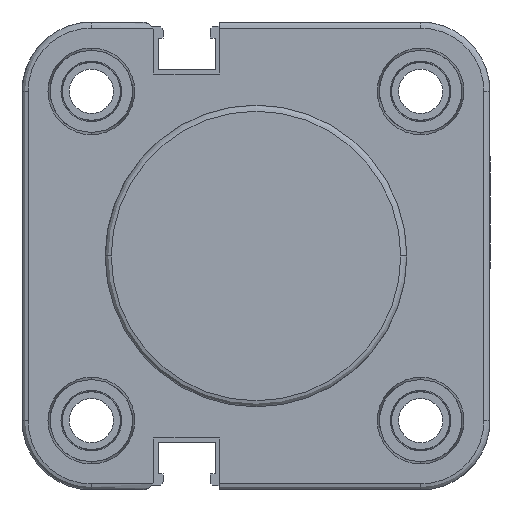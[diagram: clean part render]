
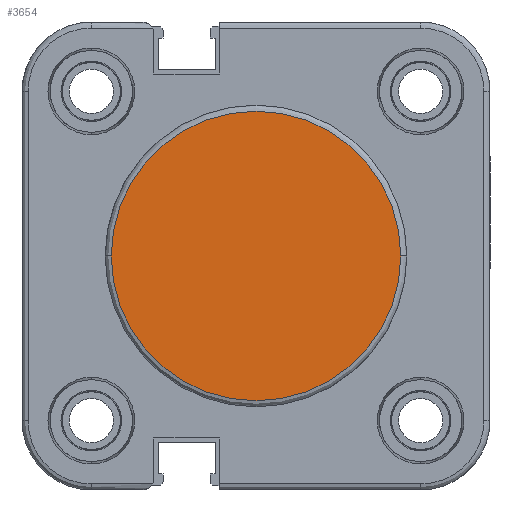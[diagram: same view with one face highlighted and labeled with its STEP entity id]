
A CAD part, left-side view. The second image highlights one B-rep face of the part: STEP entity #3654.
In plain terms, the highlighted planar face has unit normal (-1, 0, 0).
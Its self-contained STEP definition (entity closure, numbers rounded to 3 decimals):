
#250 = EDGE_LOOP ( 'NONE', ( #3865, #2666 ) ) ;
#1618 = CARTESIAN_POINT ( 'NONE',  ( 0., 0., 0. ) ) ;
#2666 = ORIENTED_EDGE ( 'NONE', *, *, #11786, .T. ) ;
#3654 = ADVANCED_FACE ( 'NONE', ( #11834 ), #11616, .T. ) ;
#3865 = ORIENTED_EDGE ( 'NONE', *, *, #9284, .T. ) ;
#4511 = DIRECTION ( 'NONE',  ( 0., -1., 0. ) ) ;
#4876 = CIRCLE ( 'NONE', #6737, 16.7 ) ;
#4957 = DIRECTION ( 'NONE',  ( -1., 0., 0. ) ) ;
#5051 = CARTESIAN_POINT ( 'NONE',  ( 0., 0., 0. ) ) ;
#6197 = DIRECTION ( 'NONE',  ( 0., -1., 0. ) ) ;
#6643 = AXIS2_PLACEMENT_3D ( 'NONE', #1618, #10972, #6197 ) ;
#6737 = AXIS2_PLACEMENT_3D ( 'NONE', #5051, #4957, #10793 ) ;
#6791 = CARTESIAN_POINT ( 'NONE',  ( 0., -16.7, 0. ) ) ;
#6940 = DIRECTION ( 'NONE',  ( -1., 0., 0. ) ) ;
#8406 = CARTESIAN_POINT ( 'NONE',  ( 0., 16.7, 0. ) ) ;
#9284 = EDGE_CURVE ( 'NONE', #14980, #9985, #4876, .T. ) ;
#9985 = VERTEX_POINT ( 'NONE', #8406 ) ;
#10793 = DIRECTION ( 'NONE',  ( 0., -1., 0. ) ) ;
#10972 = DIRECTION ( 'NONE',  ( -1., 0., 0. ) ) ;
#11616 = PLANE ( 'NONE',  #13800 ) ;
#11678 = CARTESIAN_POINT ( 'NONE',  ( 0., 0., 0. ) ) ;
#11786 = EDGE_CURVE ( 'NONE', #9985, #14980, #13569, .T. ) ;
#11834 = FACE_OUTER_BOUND ( 'NONE', #250, .T. ) ;
#13569 = CIRCLE ( 'NONE', #6643, 16.7 ) ;
#13800 = AXIS2_PLACEMENT_3D ( 'NONE', #11678, #6940, #4511 ) ;
#14980 = VERTEX_POINT ( 'NONE', #6791 ) ;
